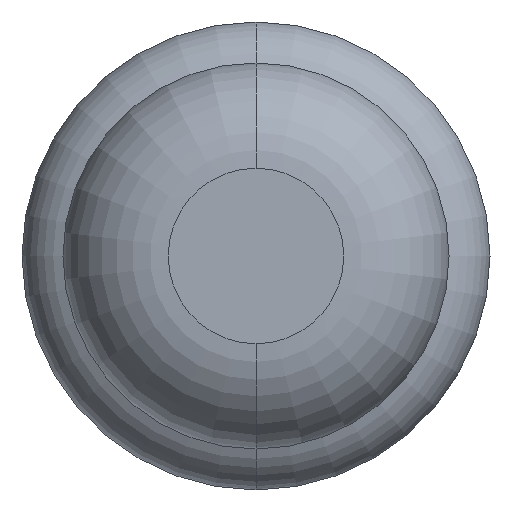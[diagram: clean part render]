
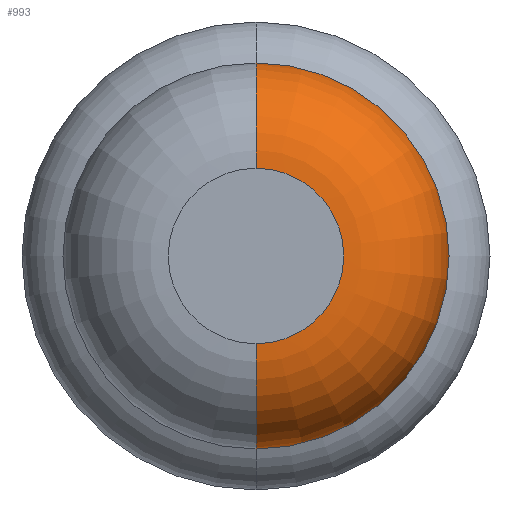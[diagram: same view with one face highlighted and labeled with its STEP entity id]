
A CAD part, front view. The second image highlights one B-rep face of the part: STEP entity #993.
In plain terms, the highlighted toroidal (fillet/blend) face has major radius 0.375 mm and minor radius 0.45 mm.
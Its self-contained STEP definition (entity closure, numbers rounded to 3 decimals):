
#117 = ORIENTED_EDGE ( 'NONE', *, *, #1172, .T. ) ;
#128 = CARTESIAN_POINT ( 'NONE',  ( 0., -26.95, 0.375 ) ) ;
#195 = DIRECTION ( 'NONE',  ( 0., 0., 1. ) ) ;
#223 = CARTESIAN_POINT ( 'NONE',  ( 0., -26.95, 0.825 ) ) ;
#260 = EDGE_CURVE ( 'Defeature ausgef�hrt1_37+Defeature ausgef�hrt1_36+Defeature ausgef�hrt1_36+Defeature ausgef�hrt1_36', #3283, #3760, #3826, .T. ) ;
#539 = DIRECTION ( 'NONE',  ( 0., 1., 0. ) ) ;
#757 = AXIS2_PLACEMENT_3D ( 'NONE', #3999, #1674, #2681 ) ;
#797 = EDGE_CURVE ( 'Defeature ausgef�hrt1_36+Defeature ausgef�hrt1_35+Defeature ausgef�hrt1_35+Defeature ausgef�hrt1_35', #2822, #1610, #879, .T. ) ;
#879 = CIRCLE ( 'NONE', #1670, 0.375 ) ;
#892 = EDGE_LOOP ( 'NONE', ( #2845, #117, #3602, #3772 ) ) ;
#920 = CARTESIAN_POINT ( 'NONE',  ( 0., -27.4, 0. ) ) ;
#993 = ADVANCED_FACE ( 'Defeature ausgef�hrt1_36', ( #2266 ), #2896, .T. ) ;
#1172 = EDGE_CURVE ( 'NONE', #1610, #3760, #4281, .T. ) ;
#1189 = AXIS2_PLACEMENT_3D ( 'NONE', #3940, #2985, #3647 ) ;
#1539 = EDGE_CURVE ( 'NONE', #2822, #3283, #2426, .T. ) ;
#1572 = CARTESIAN_POINT ( 'NONE',  ( 0., -26.95, 0. ) ) ;
#1610 = VERTEX_POINT ( 'NONE', #2804 ) ;
#1670 = AXIS2_PLACEMENT_3D ( 'NONE', #920, #4238, #1959 ) ;
#1674 = DIRECTION ( 'NONE',  ( 0., 1., 0. ) ) ;
#1787 = DIRECTION ( 'NONE',  ( 0., 0., 1. ) ) ;
#1951 = CARTESIAN_POINT ( 'NONE',  ( 0., -26.95, -0.825 ) ) ;
#1959 = DIRECTION ( 'NONE',  ( 0., 0., 1. ) ) ;
#2127 = DIRECTION ( 'NONE',  ( -1., 0., 0. ) ) ;
#2266 = FACE_OUTER_BOUND ( 'NONE', #892, .T. ) ;
#2426 = CIRCLE ( 'NONE', #3917, 0.45 ) ;
#2681 = DIRECTION ( 'NONE',  ( 0., 0., 1. ) ) ;
#2804 = CARTESIAN_POINT ( 'NONE',  ( 0., -27.4, -0.375 ) ) ;
#2822 = VERTEX_POINT ( 'NONE', #3105 ) ;
#2845 = ORIENTED_EDGE ( 'NONE', *, *, #797, .T. ) ;
#2896 = TOROIDAL_SURFACE ( 'NONE', #4208, 0.375, 0.45 ) ;
#2985 = DIRECTION ( 'NONE',  ( 1., 0., 0. ) ) ;
#3105 = CARTESIAN_POINT ( 'NONE',  ( 0., -27.4, 0.375 ) ) ;
#3283 = VERTEX_POINT ( 'NONE', #223 ) ;
#3602 = ORIENTED_EDGE ( 'NONE', *, *, #260, .F. ) ;
#3647 = DIRECTION ( 'NONE',  ( 0., 0., -1. ) ) ;
#3760 = VERTEX_POINT ( 'NONE', #1951 ) ;
#3772 = ORIENTED_EDGE ( 'NONE', *, *, #1539, .F. ) ;
#3826 = CIRCLE ( 'NONE', #757, 0.825 ) ;
#3917 = AXIS2_PLACEMENT_3D ( 'NONE', #128, #2127, #1787 ) ;
#3940 = CARTESIAN_POINT ( 'NONE',  ( 0., -26.95, -0.375 ) ) ;
#3999 = CARTESIAN_POINT ( 'NONE',  ( 0., -26.95, 0. ) ) ;
#4208 = AXIS2_PLACEMENT_3D ( 'NONE', #1572, #539, #195 ) ;
#4238 = DIRECTION ( 'NONE',  ( 0., 1., 0. ) ) ;
#4281 = CIRCLE ( 'NONE', #1189, 0.45 ) ;
